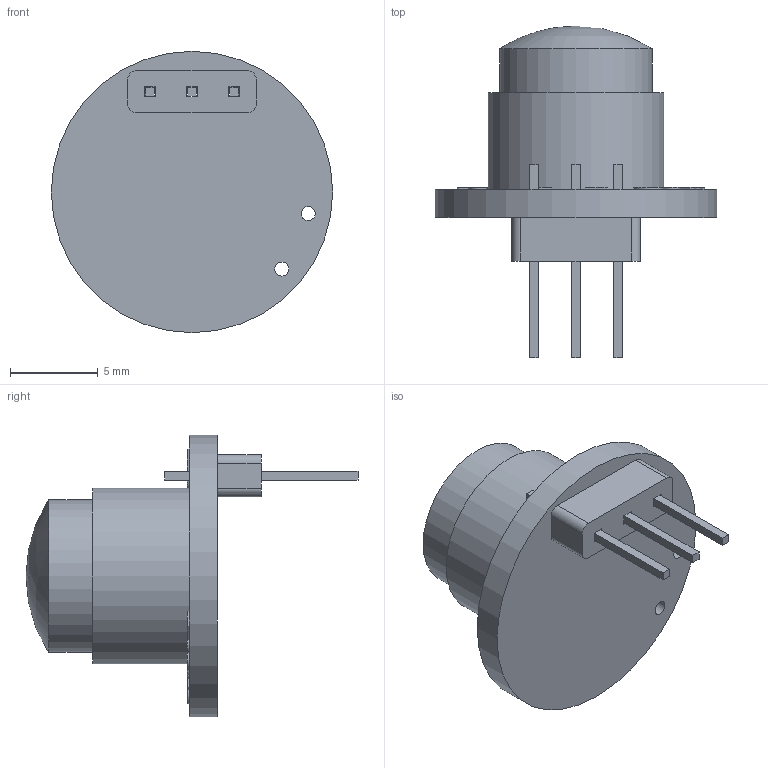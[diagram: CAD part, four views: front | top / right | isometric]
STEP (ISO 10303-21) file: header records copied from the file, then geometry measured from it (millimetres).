
FILE_DESCRIPTION(('HOOPS Exchange Step'),'2;1');
FILE_NAME('0259a92980f547c87dd5f4d87a98543320200702-3346-7n8dzx.SLDPRT.step','2020-07-02T05:27:48+00:00',('converter2'),('Unknown organisation'),'HOOPS Exchange 2019.2','HOOPS Exchange','Unknown authorisation');
FILE_SCHEMA( ('AUTOMOTIVE_DESIGN { 1 0 10303 214 1 1 1 1 }') );
Length unit declared in the file: millimetre
Products named in the file (2): Default; 0259a92980f547c87dd5f4d87a98543320200702-3346-7n8dzx
Assembly tree (1 placements, depth 2):
  0259a92980f547c87dd5f4d87a98543320200702-3346-7n8dzx
    Default
Bounding box: 16 x 18.89 x 16 mm (x, y, z)
Volume: 985.8 mm3; surface area: 887.6 mm2
Topology: 4 solids, 4 shells, 233 faces, 607 edges, 405 vertices
Faces by surface type: plane 131, extrusion 89, cylinder 12, sphere 1
Full cylindrical faces by diameter (mm): 0.8 x2, 1 x3, 8.7 x1, 10 x1, 16 x1
Entity records: 10820 total; most frequent: CARTESIAN_POINT 5285, ORIENTED_EDGE 1212, DIRECTION 838, EDGE_CURVE 606, VECTOR 490, VERTEX_POINT 405, LINE 401, EDGE_LOOP 267
